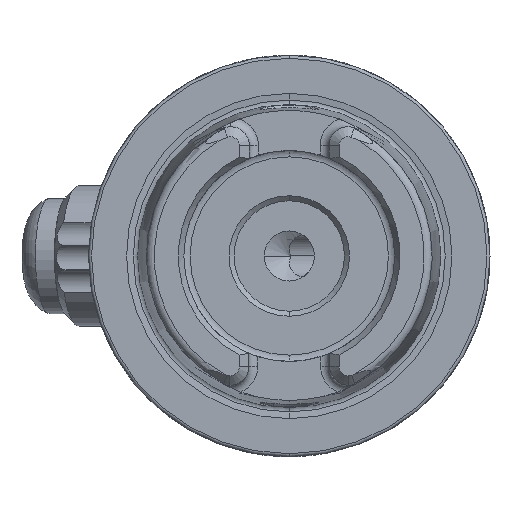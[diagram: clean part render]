
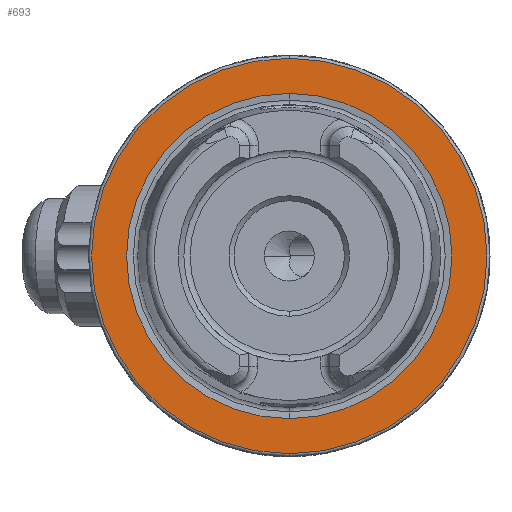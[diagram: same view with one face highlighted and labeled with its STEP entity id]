
A CAD part, left-side view. The second image highlights one B-rep face of the part: STEP entity #693.
In plain terms, the highlighted planar face has unit normal (-1, 0, 0).
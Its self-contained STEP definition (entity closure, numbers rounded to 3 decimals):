
#63 = CARTESIAN_POINT ( 'NONE',  ( 0., 0., 0. ) ) ;
#693 = ADVANCED_FACE ( 'NONE', ( #3235, #947 ), #13974, .F. ) ;
#947 = FACE_OUTER_BOUND ( 'NONE', #2254, .T. ) ;
#1039 = DIRECTION ( 'NONE',  ( 0., 0., 1. ) ) ;
#1396 = DIRECTION ( 'NONE',  ( 0., 0., 1. ) ) ;
#1808 = ORIENTED_EDGE ( 'NONE', *, *, #11879, .T. ) ;
#2254 = EDGE_LOOP ( 'NONE', ( #14136, #1808 ) ) ;
#2581 = CIRCLE ( 'NONE', #8491, 19.7 ) ;
#3235 = FACE_BOUND ( 'NONE', #4627, .T. ) ;
#4111 = CARTESIAN_POINT ( 'NONE',  ( 0., 0., 0. ) ) ;
#4197 = CARTESIAN_POINT ( 'NONE',  ( 0., 0., 16.207 ) ) ;
#4627 = EDGE_LOOP ( 'NONE', ( #6217, #13521 ) ) ;
#4682 = CIRCLE ( 'NONE', #8064, 19.7 ) ;
#4764 = CARTESIAN_POINT ( 'NONE',  ( 0., 0., 19.7 ) ) ;
#5376 = DIRECTION ( 'NONE',  ( 0., 0., 1. ) ) ;
#5564 = AXIS2_PLACEMENT_3D ( 'NONE', #63, #9131, #1396 ) ;
#5858 = DIRECTION ( 'NONE',  ( -1., 0., 0. ) ) ;
#6217 = ORIENTED_EDGE ( 'NONE', *, *, #11587, .F. ) ;
#6651 = AXIS2_PLACEMENT_3D ( 'NONE', #4111, #13120, #5376 ) ;
#7157 = DIRECTION ( 'NONE',  ( 0., 0., -1. ) ) ;
#7292 = CARTESIAN_POINT ( 'NONE',  ( 0., 0., -19.7 ) ) ;
#7294 = VERTEX_POINT ( 'NONE', #4197 ) ;
#7439 = VERTEX_POINT ( 'NONE', #4764 ) ;
#8064 = AXIS2_PLACEMENT_3D ( 'NONE', #13625, #5858, #14913 ) ;
#8491 = AXIS2_PLACEMENT_3D ( 'NONE', #16520, #8781, #1039 ) ;
#8552 = VERTEX_POINT ( 'NONE', #7292 ) ;
#8781 = DIRECTION ( 'NONE',  ( -1., 0., 0. ) ) ;
#9131 = DIRECTION ( 'NONE',  ( -1., 0., 0. ) ) ;
#10940 = EDGE_CURVE ( 'NONE', #16687, #7294, #13603, .T. ) ;
#11587 = EDGE_CURVE ( 'NONE', #7294, #16687, #15201, .T. ) ;
#11879 = EDGE_CURVE ( 'NONE', #8552, #7439, #4682, .T. ) ;
#13120 = DIRECTION ( 'NONE',  ( -1., 0., 0. ) ) ;
#13521 = ORIENTED_EDGE ( 'NONE', *, *, #10940, .F. ) ;
#13603 = CIRCLE ( 'NONE', #5564, 16.207 ) ;
#13625 = CARTESIAN_POINT ( 'NONE',  ( 0., 0., 0. ) ) ;
#13789 = DIRECTION ( 'NONE',  ( 1., 0., 0. ) ) ;
#13907 = CARTESIAN_POINT ( 'NONE',  ( 0., 0., -16.207 ) ) ;
#13974 = PLANE ( 'NONE',  #15881 ) ;
#14136 = ORIENTED_EDGE ( 'NONE', *, *, #14568, .T. ) ;
#14568 = EDGE_CURVE ( 'NONE', #7439, #8552, #2581, .T. ) ;
#14825 = CARTESIAN_POINT ( 'NONE',  ( 0., 19.7, 0. ) ) ;
#14913 = DIRECTION ( 'NONE',  ( 0., 0., 1. ) ) ;
#15201 = CIRCLE ( 'NONE', #6651, 16.207 ) ;
#15881 = AXIS2_PLACEMENT_3D ( 'NONE', #14825, #13789, #7157 ) ;
#16520 = CARTESIAN_POINT ( 'NONE',  ( 0., 0., 0. ) ) ;
#16687 = VERTEX_POINT ( 'NONE', #13907 ) ;
